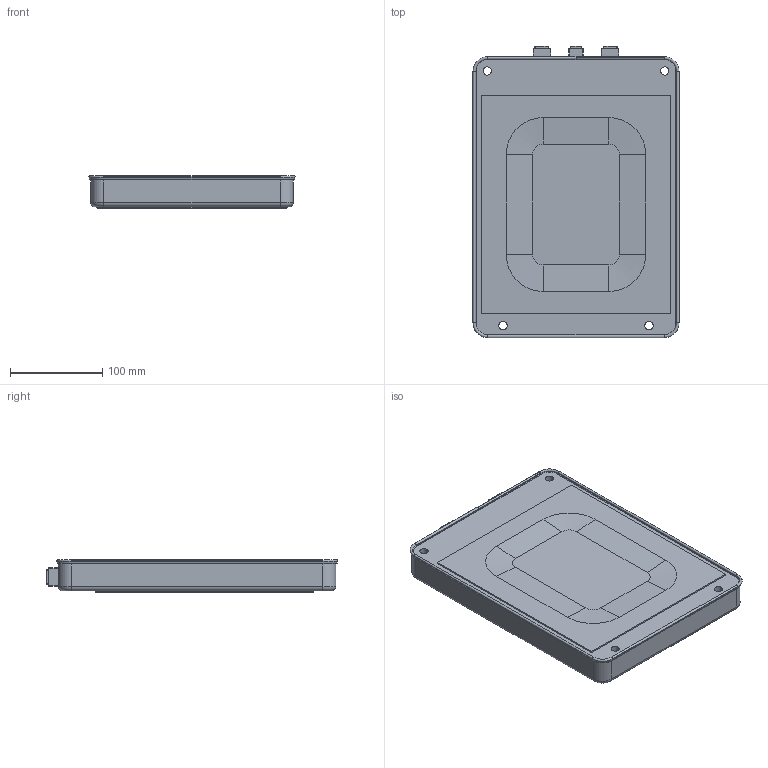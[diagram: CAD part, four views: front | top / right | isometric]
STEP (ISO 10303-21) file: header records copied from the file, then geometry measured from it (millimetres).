
FILE_DESCRIPTION (( 'STEP AP203' ), '1' );
FILE_NAME ('LeafCell.STEP', '2015-11-20T00:18:52', ( '' ), ( '' ), 'SwSTEP 2.0', 'SolidWorks 2015', '' );
FILE_SCHEMA (( 'CONFIG_CONTROL_DESIGN' ));
Length unit declared in the file: millimetre
Products named in the file (1): LeafCell
Bounding box: 222.8 x 314.9 x 35.3 mm (x, y, z)
Volume: 2108793.9 mm3; surface area: 177118.4 mm2
Topology: 1 solids, 1 shells, 190 faces, 460 edges, 275 vertices
Faces by surface type: cylinder 82, plane 66, torus 20, cone 18, sphere 4
Entity records: 5564 total; most frequent: DIRECTION 1017, CARTESIAN_POINT 955, ORIENTED_EDGE 900, EDGE_CURVE 450, AXIS2_PLACEMENT_3D 383, VERTEX_POINT 275, VECTOR 251, LINE 251
